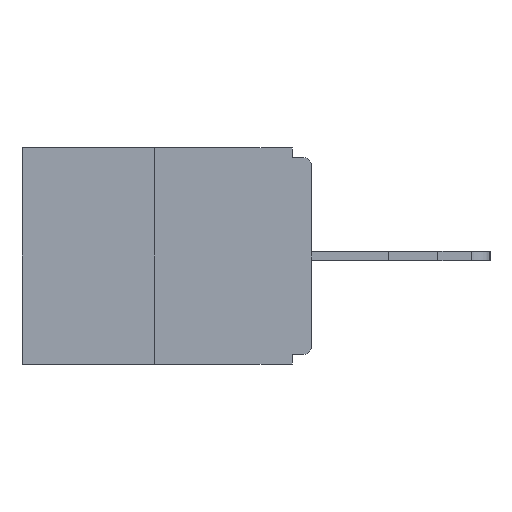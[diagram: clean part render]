
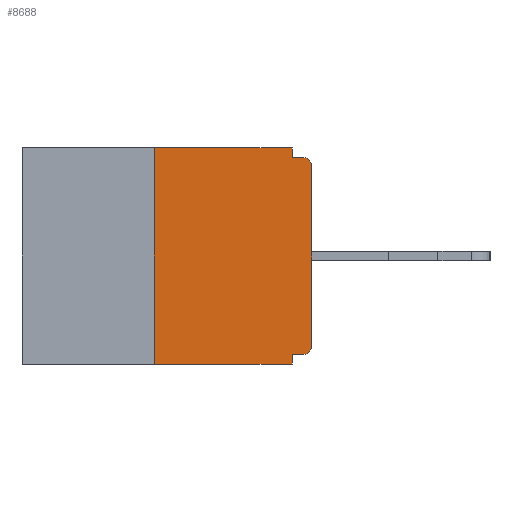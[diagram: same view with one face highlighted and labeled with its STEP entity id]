
A CAD part, left-side view. The second image highlights one B-rep face of the part: STEP entity #8688.
In plain terms, the highlighted planar face has unit normal (-1, 0, 0).
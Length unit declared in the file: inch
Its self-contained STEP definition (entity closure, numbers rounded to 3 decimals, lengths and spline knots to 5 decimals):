
#70 = LINE ( 'NONE', #26422, #14021 ) ;
#204 = VERTEX_POINT ( 'NONE', #25451 ) ;
#396 = VERTEX_POINT ( 'NONE', #15053 ) ;
#935 = CARTESIAN_POINT ( 'NONE',  ( 0., 0.031, 0. ) ) ;
#1498 = LINE ( 'NONE', #1641, #11853 ) ;
#1641 = CARTESIAN_POINT ( 'NONE',  ( 0., 0.25, 0. ) ) ;
#1669 = ORIENTED_EDGE ( 'NONE', *, *, #19155, .T. ) ;
#2667 = DIRECTION ( 'NONE',  ( 0., -1., 0. ) ) ;
#3730 = DIRECTION ( 'NONE',  ( 0., -1., 0. ) ) ;
#4048 = VECTOR ( 'NONE', #8534, 39.37008 ) ;
#4405 = DIRECTION ( 'NONE',  ( 0., 0., -1. ) ) ;
#5103 = LINE ( 'NONE', #22365, #14968 ) ;
#5237 = FACE_OUTER_BOUND ( 'NONE', #7750, .T. ) ;
#5399 = AXIS2_PLACEMENT_3D ( 'NONE', #7536, #14147, #18881 ) ;
#5794 = CIRCLE ( 'NONE', #21869, 0.015 ) ;
#5935 = EDGE_CURVE ( 'NONE', #204, #18969, #1498, .T. ) ;
#6018 = LINE ( 'NONE', #23573, #24030 ) ;
#6911 = CARTESIAN_POINT ( 'NONE',  ( 0., 0.015, -0.015 ) ) ;
#7536 = CARTESIAN_POINT ( 'NONE',  ( 0., 0.46, 0. ) ) ;
#7750 = EDGE_LOOP ( 'NONE', ( #22871, #14352, #18942, #10988, #14321, #1669, #16882, #24537, #8184, #25691 ) ) ;
#8184 = ORIENTED_EDGE ( 'NONE', *, *, #24046, .F. ) ;
#8204 = VECTOR ( 'NONE', #8377, 39.37008 ) ;
#8377 = DIRECTION ( 'NONE',  ( 0., 1., 0. ) ) ;
#8534 = DIRECTION ( 'NONE',  ( 0., -1., 0. ) ) ;
#8639 = EDGE_CURVE ( 'NONE', #204, #24524, #26840, .T. ) ;
#8688 = ADVANCED_FACE ( 'NONE', ( #5237 ), #9690, .F. ) ;
#8867 = EDGE_CURVE ( 'NONE', #396, #14661, #26772, .T. ) ;
#9690 = PLANE ( 'NONE',  #5399 ) ;
#9715 = EDGE_CURVE ( 'NONE', #14661, #24524, #5103, .T. ) ;
#10109 = EDGE_CURVE ( 'NONE', #18969, #15214, #19449, .T. ) ;
#10128 = CARTESIAN_POINT ( 'NONE',  ( 0., 0., 0. ) ) ;
#10413 = DIRECTION ( 'NONE',  ( 0., 0., 1. ) ) ;
#10863 = DIRECTION ( 'NONE',  ( 0., 0., -1. ) ) ;
#10969 = EDGE_CURVE ( 'NONE', #14071, #28474, #25619, .T. ) ;
#10988 = ORIENTED_EDGE ( 'NONE', *, *, #9715, .F. ) ;
#11208 = EDGE_CURVE ( 'NONE', #17656, #14071, #17144, .T. ) ;
#11441 = CARTESIAN_POINT ( 'NONE',  ( 0., 0.015, -0.03 ) ) ;
#11721 = DIRECTION ( 'NONE',  ( 0., 0., -1. ) ) ;
#11853 = VECTOR ( 'NONE', #10413, 39.37008 ) ;
#13197 = AXIS2_PLACEMENT_3D ( 'NONE', #11441, #20193, #13453 ) ;
#13453 = DIRECTION ( 'NONE',  ( 0., 0., -1. ) ) ;
#14021 = VECTOR ( 'NONE', #4405, 39.37008 ) ;
#14071 = VERTEX_POINT ( 'NONE', #23049 ) ;
#14147 = DIRECTION ( 'NONE',  ( 1., 0., 0. ) ) ;
#14321 = ORIENTED_EDGE ( 'NONE', *, *, #8867, .F. ) ;
#14352 = ORIENTED_EDGE ( 'NONE', *, *, #5935, .F. ) ;
#14661 = VERTEX_POINT ( 'NONE', #20095 ) ;
#14728 = CARTESIAN_POINT ( 'NONE',  ( 0., 0., -0.313 ) ) ;
#14968 = VECTOR ( 'NONE', #11721, 39.37008 ) ;
#15001 = VECTOR ( 'NONE', #2667, 39.37008 ) ;
#15053 = CARTESIAN_POINT ( 'NONE',  ( 0., 0.015, -0.328 ) ) ;
#15214 = VERTEX_POINT ( 'NONE', #935 ) ;
#16005 = CARTESIAN_POINT ( 'NONE',  ( 0., 0.46, -0.343 ) ) ;
#16882 = ORIENTED_EDGE ( 'NONE', *, *, #11208, .T. ) ;
#17030 = CARTESIAN_POINT ( 'NONE',  ( 0., 0.015, -0.313 ) ) ;
#17144 = LINE ( 'NONE', #10128, #18415 ) ;
#17656 = VERTEX_POINT ( 'NONE', #14728 ) ;
#18415 = VECTOR ( 'NONE', #28124, 39.37008 ) ;
#18881 = DIRECTION ( 'NONE',  ( 0., 0., -1. ) ) ;
#18942 = ORIENTED_EDGE ( 'NONE', *, *, #8639, .T. ) ;
#18969 = VERTEX_POINT ( 'NONE', #20799 ) ;
#19155 = EDGE_CURVE ( 'NONE', #396, #17656, #5794, .T. ) ;
#19449 = LINE ( 'NONE', #28263, #4048 ) ;
#19902 = DIRECTION ( 'NONE',  ( -1., 0., 0. ) ) ;
#20095 = CARTESIAN_POINT ( 'NONE',  ( 0., 0.031, -0.328 ) ) ;
#20193 = DIRECTION ( 'NONE',  ( -1., 0., 0. ) ) ;
#20244 = VERTEX_POINT ( 'NONE', #23093 ) ;
#20799 = CARTESIAN_POINT ( 'NONE',  ( 0., 0.25, 0. ) ) ;
#21376 = CARTESIAN_POINT ( 'NONE',  ( 0., 0.031, -0.343 ) ) ;
#21869 = AXIS2_PLACEMENT_3D ( 'NONE', #17030, #19902, #10863 ) ;
#22141 = CARTESIAN_POINT ( 'NONE',  ( 0., 0., -0.328 ) ) ;
#22365 = CARTESIAN_POINT ( 'NONE',  ( 0., 0.031, -0.343 ) ) ;
#22871 = ORIENTED_EDGE ( 'NONE', *, *, #10109, .F. ) ;
#23049 = CARTESIAN_POINT ( 'NONE',  ( 0., 0., -0.03 ) ) ;
#23093 = CARTESIAN_POINT ( 'NONE',  ( 0., 0.031, -0.015 ) ) ;
#23573 = CARTESIAN_POINT ( 'NONE',  ( 0., 0., -0.015 ) ) ;
#24030 = VECTOR ( 'NONE', #3730, 39.37008 ) ;
#24046 = EDGE_CURVE ( 'NONE', #20244, #28474, #6018, .T. ) ;
#24524 = VERTEX_POINT ( 'NONE', #21376 ) ;
#24537 = ORIENTED_EDGE ( 'NONE', *, *, #10969, .T. ) ;
#25451 = CARTESIAN_POINT ( 'NONE',  ( 0., 0.25, -0.343 ) ) ;
#25619 = CIRCLE ( 'NONE', #13197, 0.015 ) ;
#25691 = ORIENTED_EDGE ( 'NONE', *, *, #27991, .F. ) ;
#26422 = CARTESIAN_POINT ( 'NONE',  ( 0., 0.031, 0. ) ) ;
#26772 = LINE ( 'NONE', #22141, #8204 ) ;
#26840 = LINE ( 'NONE', #16005, #15001 ) ;
#27991 = EDGE_CURVE ( 'NONE', #15214, #20244, #70, .T. ) ;
#28124 = DIRECTION ( 'NONE',  ( 0., 0., 1. ) ) ;
#28263 = CARTESIAN_POINT ( 'NONE',  ( 0., 0.46, 0. ) ) ;
#28474 = VERTEX_POINT ( 'NONE', #6911 ) ;
